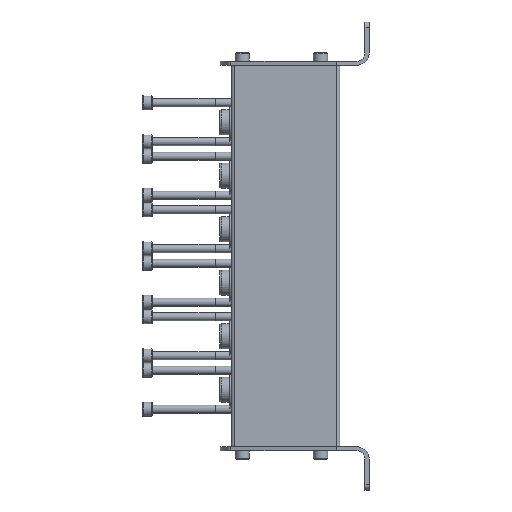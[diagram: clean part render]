
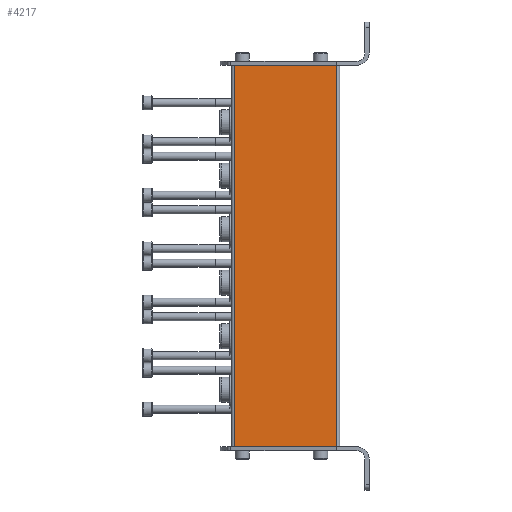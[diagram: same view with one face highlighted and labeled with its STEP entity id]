
A CAD part, left-side view. The second image highlights one B-rep face of the part: STEP entity #4217.
In plain terms, the highlighted planar face has unit normal (-1, 0, 0).
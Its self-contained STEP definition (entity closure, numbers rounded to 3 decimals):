
#250=LINE('',#6702,#488);
#251=LINE('',#6705,#489);
#252=LINE('',#6707,#490);
#253=LINE('',#6709,#491);
#488=VECTOR('',#5169,1000.);
#489=VECTOR('',#5170,1000.);
#490=VECTOR('',#5171,1000.);
#491=VECTOR('',#5172,1000.);
#726=PLANE('',#4574);
#1120=ORIENTED_EDGE('',*,*,#2206,.F.);
#1121=ORIENTED_EDGE('',*,*,#2207,.F.);
#1122=ORIENTED_EDGE('',*,*,#2208,.T.);
#1123=ORIENTED_EDGE('',*,*,#2209,.T.);
#2206=EDGE_CURVE('',#2749,#2750,#250,.T.);
#2207=EDGE_CURVE('',#2751,#2749,#251,.T.);
#2208=EDGE_CURVE('',#2751,#2752,#252,.T.);
#2209=EDGE_CURVE('',#2752,#2750,#253,.T.);
#2749=VERTEX_POINT('',#6703);
#2750=VERTEX_POINT('',#6704);
#2751=VERTEX_POINT('',#6706);
#2752=VERTEX_POINT('',#6708);
#3204=EDGE_LOOP('',(#1120,#1121,#1122,#1123));
#3654=FACE_BOUND('',#3204,.T.);
#4217=ADVANCED_FACE('',(#3654),#726,.T.);
#4574=AXIS2_PLACEMENT_3D('',#6701,#5167,#5168);
#5167=DIRECTION('',(-1.,0.,0.));
#5168=DIRECTION('',(0.,0.,1.));
#5169=DIRECTION('',(0.,-1.,0.));
#5170=DIRECTION('',(0.,0.,1.));
#5171=DIRECTION('',(0.,-1.,0.));
#5172=DIRECTION('',(0.,0.,1.));
#6701=CARTESIAN_POINT('',(-17.,28.,-228.));
#6702=CARTESIAN_POINT('',(-17.,28.,0.));
#6703=CARTESIAN_POINT('',(-17.,28.,0.));
#6704=CARTESIAN_POINT('',(-17.,-33.,0.));
#6705=CARTESIAN_POINT('',(-17.,28.,-228.));
#6706=CARTESIAN_POINT('',(-17.,28.,-228.));
#6707=CARTESIAN_POINT('',(-17.,28.,-228.));
#6708=CARTESIAN_POINT('',(-17.,-33.,-228.));
#6709=CARTESIAN_POINT('',(-17.,-33.,-228.));
